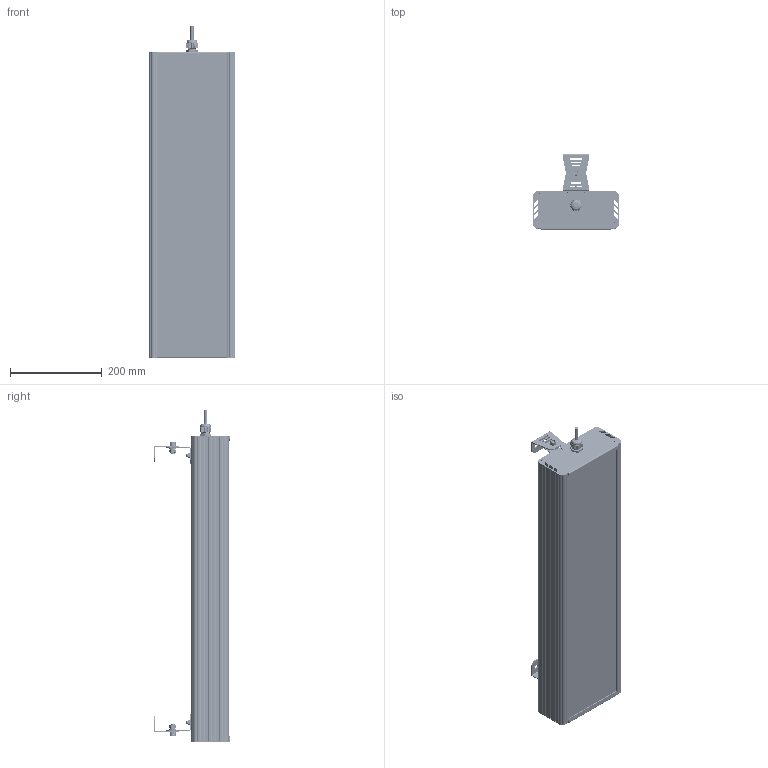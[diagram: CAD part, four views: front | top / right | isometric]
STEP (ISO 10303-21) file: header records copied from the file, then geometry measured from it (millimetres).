
FILE_DESCRIPTION(('STEP AP214'), '1');
FILE_NAME('001.0079.85.000 - ÃÑÏ-Ýêñòðà-Îïòèê-140', '2023-11-02T14:17:34', ('Ëóêîíèí'), ('ÎÊÁ Ñâîé Ñòèëü'), 'C3D Converter', 'C3D Toolkit', '');
FILE_SCHEMA(('AUTOMOTIVE_DESIGN { 1 0 10303 214 3 1 1}'));
Length unit declared in the file: millimetre
Products named in the file (33): 001.0079.85.000; 001.0065.01.000
Assembly tree (69 placements, depth 4):
  001.0079.85.000
    (unnamed)
      (unnamed)
      (unnamed)
      (unnamed)
      (unnamed)  x6
      (unnamed)  x6
      (unnamed)
      (unnamed)
      (unnamed)
      (unnamed)
        (unnamed)
      (unnamed)  x14
        (unnamed)
        (unnamed)
        (unnamed)
        (unnamed)
        (unnamed)
        (unnamed)
        (unnamed)
        (unnamed)
        (unnamed)
        (unnamed)
    001.0065.01.000  x2
      (unnamed)
      (unnamed)
      (unnamed)
      (unnamed)
      (unnamed)
      (unnamed)
      (unnamed)
      (unnamed)
      (unnamed)
Bounding box: 187.37 x 164.65 x 722.43 mm (x, y, z)
Volume: 2250688.3 mm3; surface area: 1682788.2 mm2
Topology: 502 solids, 502 shells, 7374 faces, 17213 edges, 11509 vertices
Faces by surface type: plane 5106, cylinder 1828, bspline 237, cone 178, sphere 14, torus 11
Full cylindrical faces by diameter (mm): 1 x14, 2 x28, 2.5 x56, 2.8 x350, 3.2 x14, 3.5 x84, 4 x12, 6 x4, 6.375 x2, 8 x16, 8.5 x8, 9 x182, 12 x3, 12.5 x1, 13.333 x2, 16 x5, 18.5 x3, 20 x1, 23.5 x1
Entity records: 104602 total; most frequent: CARTESIAN_POINT 48274, ORIENTED_EDGE 10296, DIRECTION 9502, EDGE_CURVE 5148, VERTEX_POINT 3534, AXIS2_PLACEMENT_3D 3197, LINE 3108, VECTOR 3108
